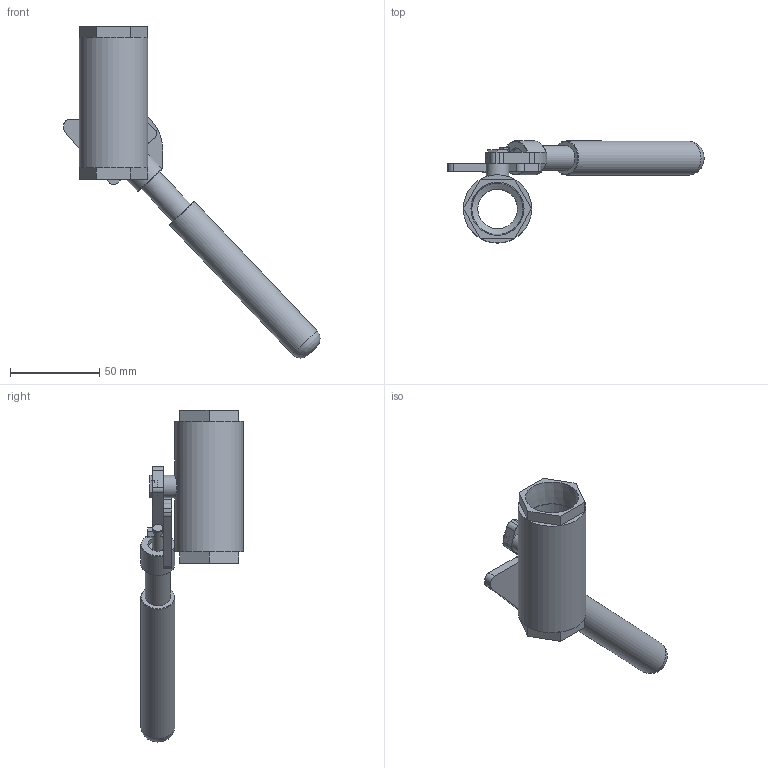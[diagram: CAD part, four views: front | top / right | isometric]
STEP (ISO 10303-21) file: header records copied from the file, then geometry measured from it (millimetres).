
FILE_DESCRIPTION((''),'2;1');
FILE_NAME('1.00_LIQUID DRAIN BALL VALVE.stp','2015-07-14T09:41:18',('kruffolo'),(''),'Autodesk Inventor 2013','Autodesk Inventor 2013','');
FILE_SCHEMA(('AUTOMOTIVE_DESIGN { 1 0 10303 214 1 1 1 1 }'));
Length unit declared in the file: inch
Products named in the file (1): 1.00_LIQUID DRAIN BALL VALVE
Bounding box: 143.21 x 57.15 x 185.49 mm (x, y, z)
Volume: 96306.9 mm3; surface area: 32719.5 mm2
Topology: 2 solids, 2 shells, 110 faces, 269 edges, 166 vertices
Faces by surface type: plane 78, cylinder 23, cone 4, torus 4, bspline 1
Full cylindrical faces by diameter (mm): 6.35 x1, 11.216 x1, 12.7 x2, 13.97 x1, 19.05 x1, 22.098 x1, 28.575 x2, 38.1 x1
Entity records: 3350 total; most frequent: CARTESIAN_POINT 731, DIRECTION 548, ORIENTED_EDGE 512, EDGE_CURVE 256, AXIS2_PLACEMENT_3D 191, VECTOR 166, LINE 166, VERTEX_POINT 161
